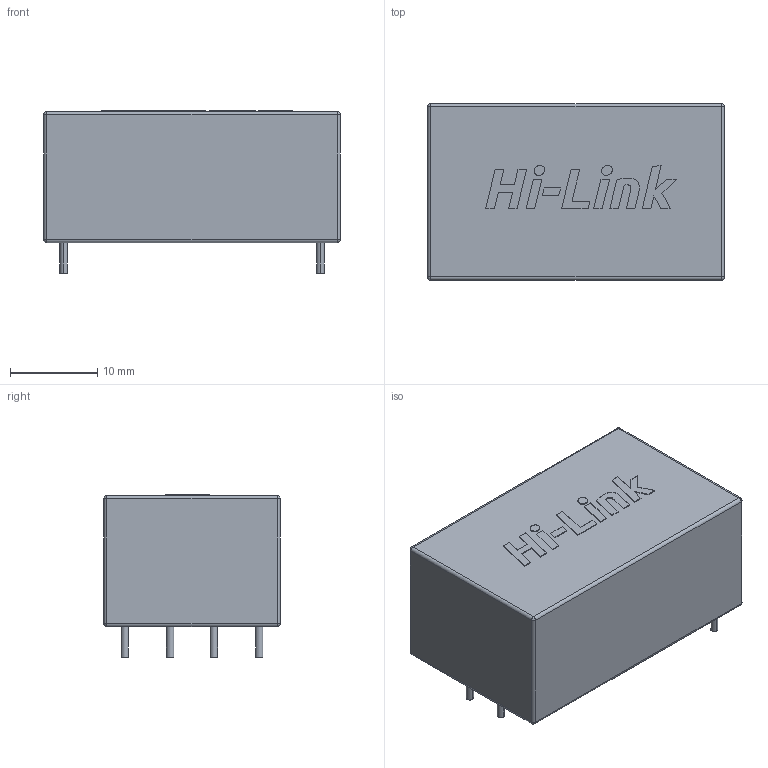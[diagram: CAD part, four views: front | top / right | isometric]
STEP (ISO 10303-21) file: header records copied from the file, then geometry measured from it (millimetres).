
FILE_DESCRIPTION(('FreeCAD Model'),'2;1');
FILE_NAME('Part1.step','2019-07-05T15:20:34',('kicad StepUp' ),('ksu MCAD'),'Open CASCADE STEP processor 7.3','FreeCAD','Unknown' );
FILE_SCHEMA(('AUTOMOTIVE_DESIGN { 1 0 10303 214 1 1 1 1 }'));
Length unit declared in the file: millimetre
Products named in the file (1): Part1
Bounding box: 34 x 20.2 x 18.6 mm (x, y, z)
Volume: 10306.9 mm3; surface area: 3006 mm2
Topology: 1 solids, 1 shells, 106 faces, 257 edges, 158 vertices
Faces by surface type: plane 62, cylinder 20, bspline 16, sphere 8
Entity records: 4353 total; most frequent: CARTESIAN_POINT 1242, ORIENTED_EDGE 498, DIRECTION 439, EDGE_CURVE 249, LINE 177, VECTOR 177, VERTEX_POINT 158, AXIS2_PLACEMENT_3D 131
